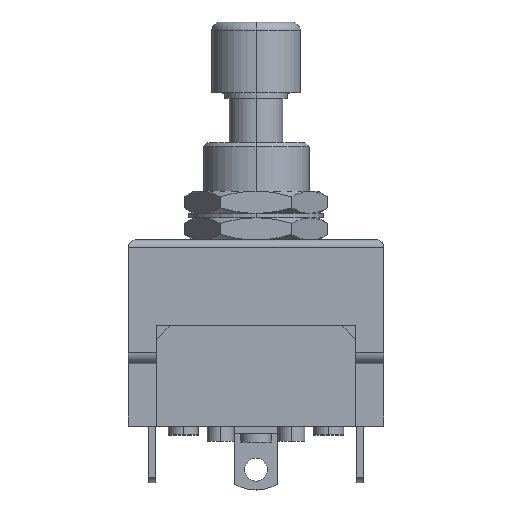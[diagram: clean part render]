
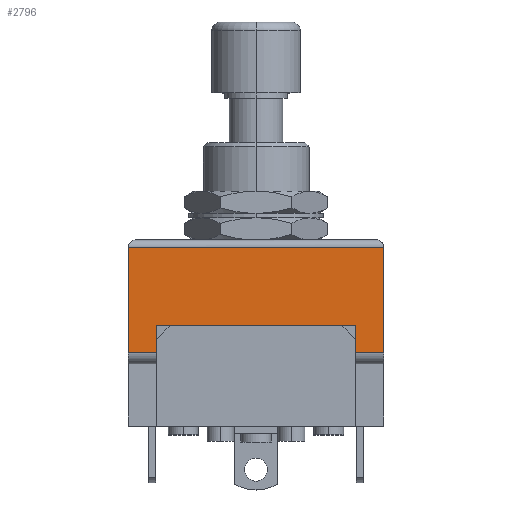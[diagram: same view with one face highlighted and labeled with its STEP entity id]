
A CAD part, top view. The second image highlights one B-rep face of the part: STEP entity #2796.
In plain terms, the highlighted planar face has unit normal (0, 0, 1).
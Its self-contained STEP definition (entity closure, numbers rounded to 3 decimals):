
#240 = DIRECTION ( 'NONE',  ( 0., 0., 1. ) ) ;
#449 = CARTESIAN_POINT ( 'NONE',  ( 0., 0., 7.9 ) ) ;
#579 = DIRECTION ( 'NONE',  ( -1., 0., 0. ) ) ;
#713 = LINE ( 'NONE', #4523, #2725 ) ;
#717 = VECTOR ( 'NONE', #6327, 1000. ) ;
#783 = EDGE_CURVE ( 'NONE', #5561, #2559, #6215, .T. ) ;
#785 = AXIS2_PLACEMENT_3D ( 'NONE', #6780, #240, #3234 ) ;
#919 = DIRECTION ( 'NONE',  ( 0., -1., 0. ) ) ;
#1152 = ORIENTED_EDGE ( 'NONE', *, *, #1198, .F. ) ;
#1198 = EDGE_CURVE ( 'NONE', #2776, #1300, #1843, .T. ) ;
#1300 = VERTEX_POINT ( 'NONE', #5333 ) ;
#1397 = ORIENTED_EDGE ( 'NONE', *, *, #2359, .F. ) ;
#1550 = CARTESIAN_POINT ( 'NONE',  ( 14.4, 0., 7.9 ) ) ;
#1562 = VECTOR ( 'NONE', #7572, 1000. ) ;
#1843 = LINE ( 'NONE', #2250, #1562 ) ;
#2023 = ORIENTED_EDGE ( 'NONE', *, *, #6949, .T. ) ;
#2067 = ORIENTED_EDGE ( 'NONE', *, *, #5101, .T. ) ;
#2250 = CARTESIAN_POINT ( 'NONE',  ( -11.23, -11.9, 7.9 ) ) ;
#2273 = FACE_OUTER_BOUND ( 'NONE', #3776, .T. ) ;
#2291 = VERTEX_POINT ( 'NONE', #1550 ) ;
#2359 = EDGE_CURVE ( 'NONE', #4218, #2776, #713, .T. ) ;
#2383 = ORIENTED_EDGE ( 'NONE', *, *, #6863, .F. ) ;
#2388 = DIRECTION ( 'NONE',  ( 1., 0., 0. ) ) ;
#2559 = VERTEX_POINT ( 'NONE', #5959 ) ;
#2608 = CARTESIAN_POINT ( 'NONE',  ( 11.23, -11.9, 7.9 ) ) ;
#2656 = PLANE ( 'NONE',  #785 ) ;
#2725 = VECTOR ( 'NONE', #919, 1000. ) ;
#2776 = VERTEX_POINT ( 'NONE', #6167 ) ;
#2796 = ADVANCED_FACE ( 'NONE', ( #2273 ), #2656, .T. ) ;
#2849 = ORIENTED_EDGE ( 'NONE', *, *, #3995, .T. ) ;
#3006 = LINE ( 'NONE', #2608, #6055 ) ;
#3041 = CARTESIAN_POINT ( 'NONE',  ( 11.23, -11.9, 7.9 ) ) ;
#3067 = VERTEX_POINT ( 'NONE', #5195 ) ;
#3072 = CARTESIAN_POINT ( 'NONE',  ( -14.4, 0.8, 7.9 ) ) ;
#3234 = DIRECTION ( 'NONE',  ( 1., 0., 0. ) ) ;
#3776 = EDGE_LOOP ( 'NONE', ( #2383, #2023, #2067, #1152, #1397, #6981, #2849, #5503 ) ) ;
#3995 = EDGE_CURVE ( 'NONE', #4561, #5561, #3006, .T. ) ;
#4218 = VERTEX_POINT ( 'NONE', #7596 ) ;
#4222 = DIRECTION ( 'NONE',  ( 0., -1., 0. ) ) ;
#4523 = CARTESIAN_POINT ( 'NONE',  ( -11.23, -11.9, 7.9 ) ) ;
#4561 = VERTEX_POINT ( 'NONE', #4963 ) ;
#4885 = LINE ( 'NONE', #449, #5806 ) ;
#4963 = CARTESIAN_POINT ( 'NONE',  ( 11.23, -8.9, 7.9 ) ) ;
#5101 = EDGE_CURVE ( 'NONE', #3067, #1300, #7569, .T. ) ;
#5166 = DIRECTION ( 'NONE',  ( 0., -1., 0. ) ) ;
#5195 = CARTESIAN_POINT ( 'NONE',  ( -14.4, 0., 7.9 ) ) ;
#5333 = CARTESIAN_POINT ( 'NONE',  ( -14.4, -11.9, 7.9 ) ) ;
#5503 = ORIENTED_EDGE ( 'NONE', *, *, #783, .T. ) ;
#5561 = VERTEX_POINT ( 'NONE', #7328 ) ;
#5806 = VECTOR ( 'NONE', #579, 1000. ) ;
#5959 = CARTESIAN_POINT ( 'NONE',  ( 14.4, -11.9, 7.9 ) ) ;
#6055 = VECTOR ( 'NONE', #6243, 1000. ) ;
#6167 = CARTESIAN_POINT ( 'NONE',  ( -11.23, -11.9, 7.9 ) ) ;
#6215 = LINE ( 'NONE', #3041, #6660 ) ;
#6243 = DIRECTION ( 'NONE',  ( 0., -1., 0. ) ) ;
#6288 = CARTESIAN_POINT ( 'NONE',  ( 14.4, 0.8, 7.9 ) ) ;
#6327 = DIRECTION ( 'NONE',  ( 1., 0., 0. ) ) ;
#6646 = LINE ( 'NONE', #6288, #6739 ) ;
#6660 = VECTOR ( 'NONE', #2388, 1000. ) ;
#6739 = VECTOR ( 'NONE', #5166, 1000. ) ;
#6780 = CARTESIAN_POINT ( 'NONE',  ( 0., 0., 7.9 ) ) ;
#6863 = EDGE_CURVE ( 'NONE', #2291, #2559, #6646, .T. ) ;
#6949 = EDGE_CURVE ( 'NONE', #2291, #3067, #4885, .T. ) ;
#6981 = ORIENTED_EDGE ( 'NONE', *, *, #7505, .T. ) ;
#7090 = LINE ( 'NONE', #7551, #717 ) ;
#7328 = CARTESIAN_POINT ( 'NONE',  ( 11.23, -11.9, 7.9 ) ) ;
#7498 = VECTOR ( 'NONE', #4222, 1000. ) ;
#7505 = EDGE_CURVE ( 'NONE', #4218, #4561, #7090, .T. ) ;
#7551 = CARTESIAN_POINT ( 'NONE',  ( 0., -8.9, 7.9 ) ) ;
#7569 = LINE ( 'NONE', #3072, #7498 ) ;
#7572 = DIRECTION ( 'NONE',  ( -1., 0., 0. ) ) ;
#7596 = CARTESIAN_POINT ( 'NONE',  ( -11.23, -8.9, 7.9 ) ) ;
